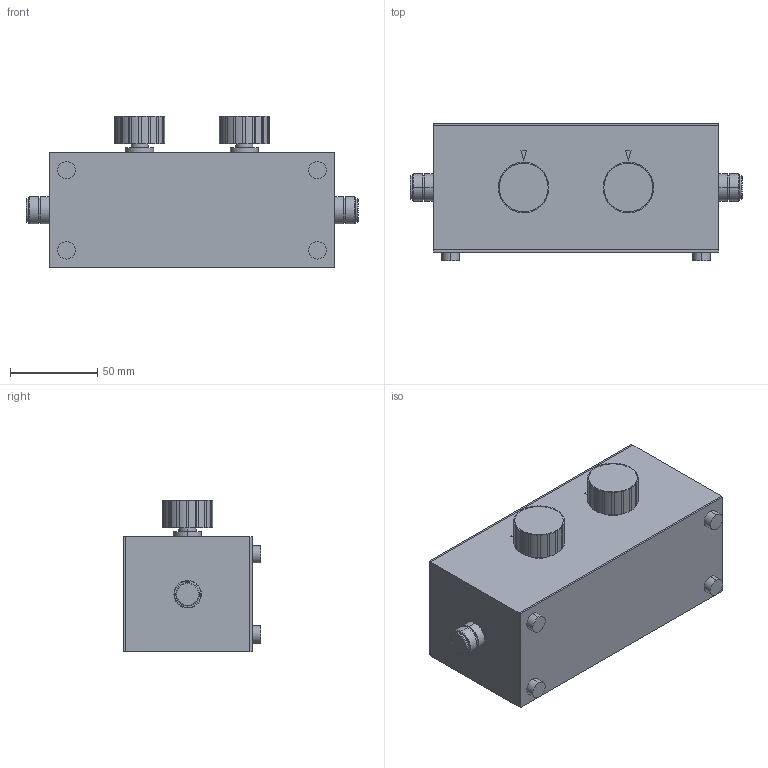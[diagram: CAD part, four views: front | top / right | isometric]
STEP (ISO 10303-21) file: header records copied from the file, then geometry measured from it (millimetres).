
FILE_DESCRIPTION (( 'STEP AP214' ), '1' );
FILE_NAME ('FMAT1051N_3D.step', '2025-04-03T19:32:06', ( '' ), ( '' ), 'SwSTEP 2.0', 'SolidWorks 2022', '' );
FILE_SCHEMA (( 'AUTOMOTIVE_DESIGN' ));
Length unit declared in the file: millimetre
Products named in the file (1): FMAT1051N_3D
Bounding box: 190.5 x 79 x 87 mm (x, y, z)
Volume: 829626.1 mm3; surface area: 106915.5 mm2
Topology: 3 solids, 3 shells, 220 faces, 568 edges, 376 vertices
Faces by surface type: plane 110, cylinder 102, cone 4, torus 4
Entity records: 6816 total; most frequent: DIRECTION 1226, CARTESIAN_POINT 1165, ORIENTED_EDGE 1136, EDGE_CURVE 568, AXIS2_PLACEMENT_3D 437, VERTEX_POINT 376, VECTOR 352, LINE 352
